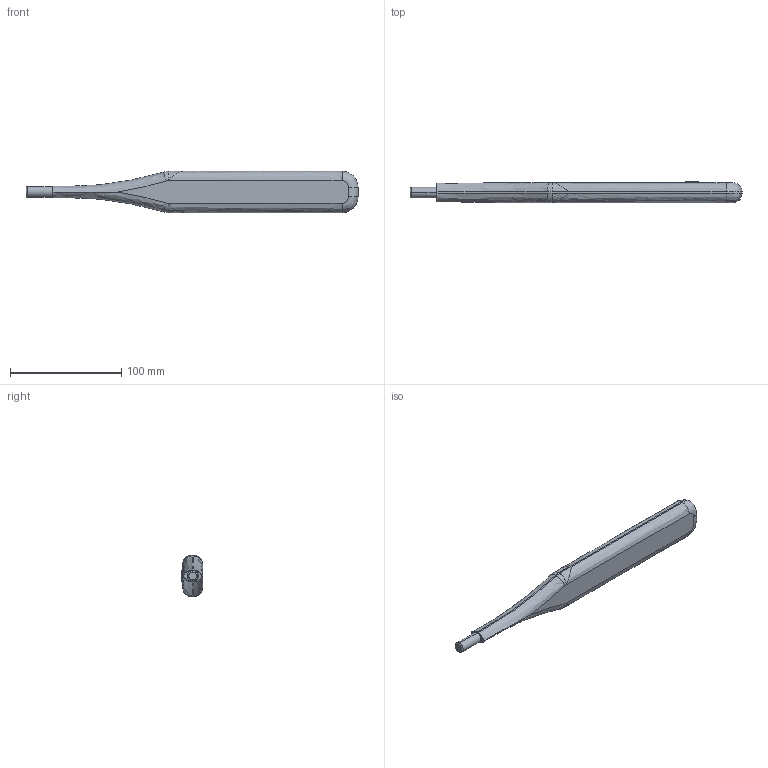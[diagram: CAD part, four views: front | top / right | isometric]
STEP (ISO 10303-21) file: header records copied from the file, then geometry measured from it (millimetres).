
FILE_DESCRIPTION(('FreeCAD Model'),'2;1');
FILE_NAME('Open CASCADE Shape Model','2025-04-29T15:40:56',('FreeCAD'),( 'FreeCAD'),'Open CASCADE STEP processor 7.6','FreeCAD','Unknown');
FILE_SCHEMA(('AUTOMOTIVE_DESIGN { 1 0 10303 214 1 1 1 1 }'));
Length unit declared in the file: millimetre
Products named in the file (1): Open CASCADE STEP translator 7.6 1
Bounding box: 298.91 x 19.17 x 37.14 mm (x, y, z)
Volume: 129886.1 mm3; surface area: 23609.8 mm2
Topology: 1 solids, 1 shells, 96 faces, 237 edges, 148 vertices
Faces by surface type: bspline 96
Entity records: 3990 total; most frequent: CARTESIAN_POINT 2623, ORIENTED_EDGE 474, EDGE_CURVE 237, B_SPLINE_CURVE_WITH_KNOTS 155, VERTEX_POINT 148, FACE_BOUND 101, EDGE_LOOP 101, ADVANCED_FACE 96
